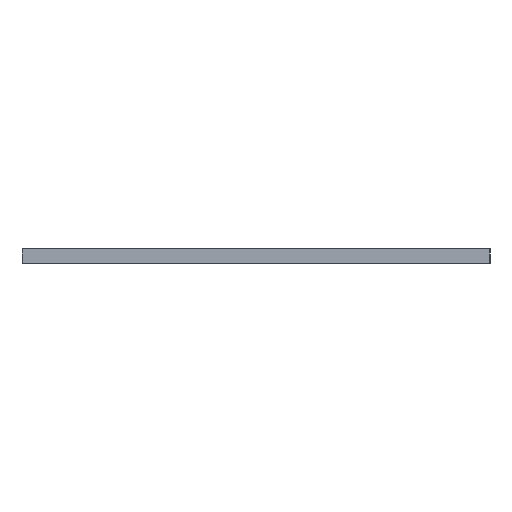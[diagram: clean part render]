
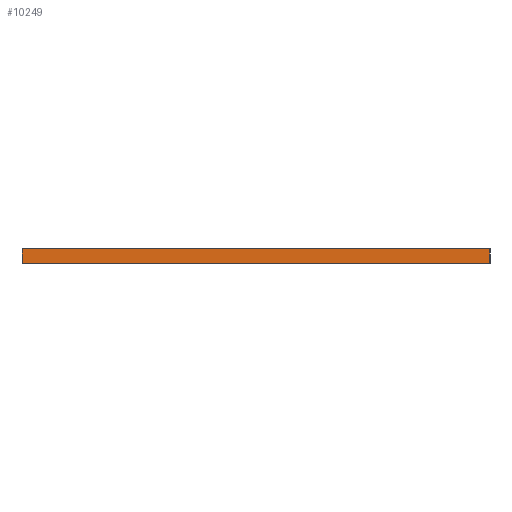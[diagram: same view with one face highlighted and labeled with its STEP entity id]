
A CAD part, left-side view. The second image highlights one B-rep face of the part: STEP entity #10249.
In plain terms, the highlighted planar face has unit normal (-1, 0, 0).
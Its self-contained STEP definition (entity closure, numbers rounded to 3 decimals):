
#10193 = VERTEX_POINT('',#10194);
#10194 = CARTESIAN_POINT('',(100.,-78.3,1.51));
#10200 = EDGE_CURVE('',#10201,#10193,#10203,.T.);
#10201 = VERTEX_POINT('',#10202);
#10202 = CARTESIAN_POINT('',(100.,-78.3,0.));
#10203 = LINE('',#10204,#10205);
#10204 = CARTESIAN_POINT('',(100.,-78.3,0.));
#10205 = VECTOR('',#10206,1.);
#10206 = DIRECTION('',(0.,0.,1.));
#10249 = ADVANCED_FACE('',(#10250),#10275,.T.);
#10250 = FACE_BOUND('',#10251,.T.);
#10251 = EDGE_LOOP('',(#10252,#10253,#10261,#10269));
#10252 = ORIENTED_EDGE('',*,*,#10200,.T.);
#10253 = ORIENTED_EDGE('',*,*,#10254,.T.);
#10254 = EDGE_CURVE('',#10193,#10255,#10257,.T.);
#10255 = VERTEX_POINT('',#10256);
#10256 = CARTESIAN_POINT('',(100.,-30.3,1.51));
#10257 = LINE('',#10258,#10259);
#10258 = CARTESIAN_POINT('',(100.,-78.3,1.51));
#10259 = VECTOR('',#10260,1.);
#10260 = DIRECTION('',(0.,1.,0.));
#10261 = ORIENTED_EDGE('',*,*,#10262,.F.);
#10262 = EDGE_CURVE('',#10263,#10255,#10265,.T.);
#10263 = VERTEX_POINT('',#10264);
#10264 = CARTESIAN_POINT('',(100.,-30.3,0.));
#10265 = LINE('',#10266,#10267);
#10266 = CARTESIAN_POINT('',(100.,-30.3,0.));
#10267 = VECTOR('',#10268,1.);
#10268 = DIRECTION('',(0.,0.,1.));
#10269 = ORIENTED_EDGE('',*,*,#10270,.F.);
#10270 = EDGE_CURVE('',#10201,#10263,#10271,.T.);
#10271 = LINE('',#10272,#10273);
#10272 = CARTESIAN_POINT('',(100.,-78.3,0.));
#10273 = VECTOR('',#10274,1.);
#10274 = DIRECTION('',(0.,1.,0.));
#10275 = PLANE('',#10276);
#10276 = AXIS2_PLACEMENT_3D('',#10277,#10278,#10279);
#10277 = CARTESIAN_POINT('',(100.,-78.3,0.));
#10278 = DIRECTION('',(-1.,0.,0.));
#10279 = DIRECTION('',(0.,1.,0.));
